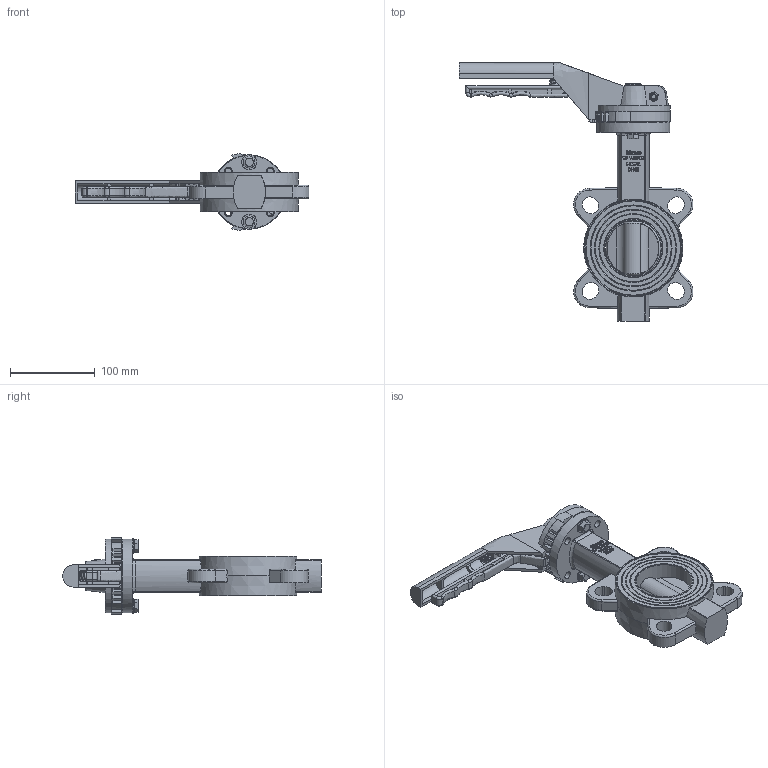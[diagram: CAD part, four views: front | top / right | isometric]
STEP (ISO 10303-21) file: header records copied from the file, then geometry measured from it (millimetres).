
FILE_DESCRIPTION(/* description */ ('1111065'),/* implementation_level */ '2;1');
FILE_NAME(/* name */ '1111065.stp',/* time_stamp */ '2019-05-03T11:15:01+02:00',/* author */ ('jmorand'),/* organization */ ('Sferaco'),/* preprocessor_version */ 'ST-DEVELOPER v17.2',/* originating_system */ 'Autodesk Inventor 2019',/* authorisation */ '');
FILE_SCHEMA (('AUTOMOTIVE_DESIGN { 1 0 10303 214 3 1 1 }'));
Length unit declared in the file: millimetre
Products named in the file (1): 1111065_ens_Shrinkwrap_1
Bounding box: 275.2 x 304 x 89.7 mm (x, y, z)
Volume: 818787.8 mm3; surface area: 201174.1 mm2
Topology: 8 solids, 8 shells, 1560 faces, 4291 edges, 2837 vertices
Faces by surface type: plane 824, cylinder 391, bspline 153, torus 104, cone 80, sphere 8
Full cylindrical faces by diameter (mm): 4.7 x2, 6 x2, 6.2 x5, 6.6 x2, 7 x4, 7.4 x1, 8 x3, 8.5 x4, 9 x6, 10 x2, 10.2 x4, 13 x2, 13.3 x1, 14 x2, 15 x3, 15.2 x2, 16.1 x1, 18 x2, 18.5 x1, 21 x6, 24 x1, 30 x1, 65.6 x1, 86.3 x1
Entity records: 61025 total; most frequent: CARTESIAN_POINT 19913, ORIENTED_EDGE 8576, DIRECTION 7913, EDGE_CURVE 4288, VERTEX_POINT 2837, AXIS2_PLACEMENT_3D 2752, LINE 2409, VECTOR 2409
